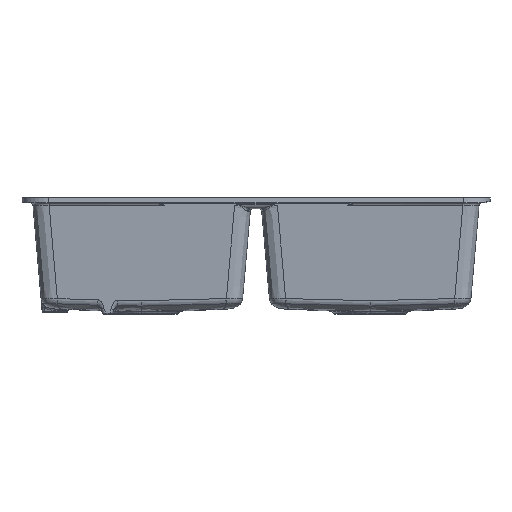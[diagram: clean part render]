
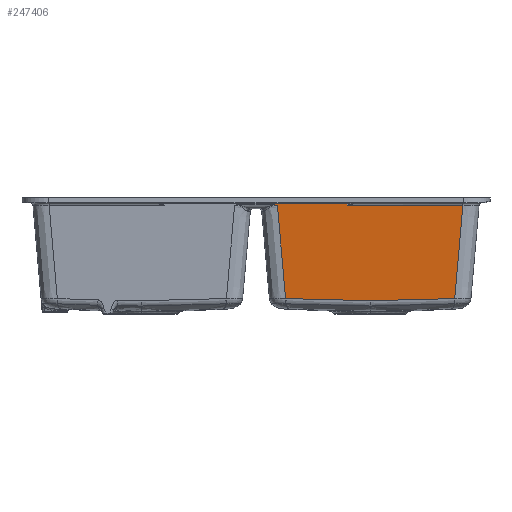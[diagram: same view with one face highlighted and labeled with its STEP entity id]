
A CAD part, front view. The second image highlights one B-rep face of the part: STEP entity #247406.
In plain terms, the highlighted face is planar.
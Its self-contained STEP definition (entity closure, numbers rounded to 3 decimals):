
#213736=CARTESIAN_POINT(' ',(-184.,182.088,-10.734));
#213741=DIRECTION(' ',(1.,0.,0.));
#213746=VECTOR(' ',#213741,1.);
#213751=LINE('',#213736,#213746);
#213756=CARTESIAN_POINT(' ',(-184.,182.088,-10.734));
#213757=VERTEX_POINT(' ',#213756);
#213761=CARTESIAN_POINT(' ',(-53.873,182.088,-10.734));
#213762=VERTEX_POINT(' ',#213761);
#213766=EDGE_CURVE(' ',#213757,#213762,#213751,.T.);
#214346=CARTESIAN_POINT(' ',(-184.,181.84,-13.564));
#214347=VERTEX_POINT(' ',#214346);
#214366=CARTESIAN_POINT(' ',(-386.448,181.84,-13.564));
#214371=DIRECTION(' ',(1.,0.,0.));
#214376=VECTOR(' ',#214371,1.);
#214381=LINE('',#214366,#214376);
#214386=CARTESIAN_POINT(' ',(-386.448,181.84,-13.564));
#214387=VERTEX_POINT(' ',#214386);
#214391=EDGE_CURVE(' ',#214387,#214347,#214381,.T.);
#246891=DIRECTION(' ',(0.,0.996,-0.087));
#246896=CARTESIAN_POINT(' ',(-386.448,167.248,-180.349));
#246901=DIRECTION(' ',(0.,0.087,0.996));
#246906=AXIS2_PLACEMENT_3D(' ',#246896,#246891,#246901);
#246911=PLANE('',#246906);
#246916=CARTESIAN_POINT(' ',(-61.529,181.84,-13.564));
#246921=DIRECTION(' ',(-0.091,-0.087,-0.992));
#246926=VECTOR(' ',#246921,1.);
#246931=LINE('',#246916,#246926);
#246936=CARTESIAN_POINT(' ',(-61.529,181.84,-13.564));
#246937=VERTEX_POINT(' ',#246936);
#246941=CARTESIAN_POINT(' ',(-62.027,181.364,-19.));
#246942=VERTEX_POINT(' ',#246941);
#246946=EDGE_CURVE(' ',#246937,#246942,#246931,.T.);
#246951=ORIENTED_EDGE(' ',*,*,#246946,.T.);
#246956=CARTESIAN_POINT(' ',(-75.814,167.578,-176.581));
#246961=DIRECTION(' ',(0.087,0.087,0.992));
#246966=VECTOR(' ',#246961,1.);
#246971=LINE('',#246956,#246966);
#246976=CARTESIAN_POINT(' ',(-75.814,167.578,-176.581));
#246977=VERTEX_POINT(' ',#246976);
#246981=EDGE_CURVE(' ',#246977,#246942,#246971,.T.);
#246986=ORIENTED_EDGE(' ',*,*,#246981,.F.);
#246991=CARTESIAN_POINT(' ',(-76.755,167.574,-176.621));
#246996=DIRECTION(' ',(0.999,0.004,0.042));
#247001=VECTOR(' ',#246996,1.);
#247006=LINE('',#246991,#247001);
#247011=CARTESIAN_POINT(' ',(-76.755,167.574,-176.621));
#247012=VERTEX_POINT(' ',#247011);
#247016=EDGE_CURVE(' ',#247012,#246977,#247006,.T.);
#247021=ORIENTED_EDGE(' ',*,*,#247016,.F.);
#247026=CARTESIAN_POINT(' ',(-224.,167.248,-180.349));
#247031=CARTESIAN_POINT(' ',(-206.423,167.248,-180.349));
#247036=CARTESIAN_POINT(' ',(-188.841,167.27,-180.097));
#247041=CARTESIAN_POINT(' ',(-166.348,167.316,-179.576));
#247046=CARTESIAN_POINT(' ',(-161.44,167.327,-179.451));
#247051=CARTESIAN_POINT(' ',(-141.875,167.374,-178.916));
#247056=CARTESIAN_POINT(' ',(-127.216,167.415,-178.44));
#247061=CARTESIAN_POINT(' ',(-107.648,167.475,-177.758));
#247066=CARTESIAN_POINT(' ',(-102.738,167.49,-177.583));
#247071=CARTESIAN_POINT(' ',(-90.804,167.528,-177.149));
#247076=CARTESIAN_POINT(' ',(-83.78,167.551,-176.887));
#247081=CARTESIAN_POINT(' ',(-76.755,167.574,-176.621));
#247086=B_SPLINE_CURVE_WITH_KNOTS('',3,(#247026,#247031,#247036,#247041,#247046,#247051,#247056,#247061,#247066,#247071,#247076,#247081),.UNSPECIFIED.,.F.,.U.,(4,2,2,2,2,4),(0.,0.358,0.458,0.757,0.857,1.),.UNSPECIFIED.);
#247091=CARTESIAN_POINT(' ',(-224.,167.248,-180.349));
#247092=VERTEX_POINT(' ',#247091);
#247096=EDGE_CURVE(' ',#247092,#247012,#247086,.T.);
#247101=ORIENTED_EDGE(' ',*,*,#247096,.F.);
#247106=CARTESIAN_POINT(' ',(-371.247,167.574,-176.62));
#247111=CARTESIAN_POINT(' ',(-353.654,167.516,-177.288));
#247116=CARTESIAN_POINT(' ',(-336.063,167.46,-177.929));
#247121=CARTESIAN_POINT(' ',(-308.293,167.381,-178.834));
#247126=CARTESIAN_POINT(' ',(-298.114,167.354,-179.143));
#247131=CARTESIAN_POINT(' ',(-270.349,167.29,-179.877));
#247136=CARTESIAN_POINT(' ',(-252.766,167.26,-180.214));
#247141=CARTESIAN_POINT(' ',(-231.457,167.249,-180.338));
#247146=CARTESIAN_POINT(' ',(-227.728,167.248,-180.349));
#247151=CARTESIAN_POINT(' ',(-224.,167.248,-180.349));
#247156=B_SPLINE_CURVE_WITH_KNOTS('',3,(#247106,#247111,#247116,#247121,#247126,#247131,#247136,#247141,#247146,#247151),.UNSPECIFIED.,.F.,.U.,(4,2,2,2,4),(0.,0.358,0.566,0.924,1.),.UNSPECIFIED.);
#247161=CARTESIAN_POINT(' ',(-371.247,167.574,-176.62));
#247162=VERTEX_POINT(' ',#247161);
#247166=EDGE_CURVE(' ',#247162,#247092,#247156,.T.);
#247171=ORIENTED_EDGE(' ',*,*,#247166,.F.);
#247176=CARTESIAN_POINT(' ',(-372.186,167.578,-176.581));
#247181=DIRECTION(' ',(0.999,-0.004,-0.042));
#247186=VECTOR(' ',#247181,1.);
#247191=LINE('',#247176,#247186);
#247196=CARTESIAN_POINT(' ',(-372.186,167.578,-176.581));
#247197=VERTEX_POINT(' ',#247196);
#247201=EDGE_CURVE(' ',#247197,#247162,#247191,.T.);
#247206=ORIENTED_EDGE(' ',*,*,#247201,.F.);
#247211=CARTESIAN_POINT(' ',(-386.448,181.84,-13.564));
#247216=DIRECTION(' ',(0.087,-0.087,-0.992));
#247221=VECTOR(' ',#247216,1.);
#247226=LINE('',#247211,#247221);
#247231=EDGE_CURVE(' ',#214387,#247197,#247226,.T.);
#247236=ORIENTED_EDGE(' ',*,*,#247231,.F.);
#247241=ORIENTED_EDGE(' ',*,*,#214391,.T.);
#247246=CARTESIAN_POINT(' ',(-184.,181.84,-13.564));
#247251=DIRECTION(' ',(0.,0.087,0.996));
#247256=VECTOR(' ',#247251,1.);
#247261=LINE('',#247246,#247256);
#247266=EDGE_CURVE(' ',#214347,#213757,#247261,.T.);
#247271=ORIENTED_EDGE(' ',*,*,#247266,.T.);
#247276=ORIENTED_EDGE(' ',*,*,#213766,.T.);
#247281=CARTESIAN_POINT(' ',(-52.881,181.836,-13.606));
#247286=DIRECTION(' ',(0.,-0.996,0.087));
#247291=DIRECTION(' ',(-0.325,0.082,0.942));
#247296=AXIS2_PLACEMENT_3D(' ',#247281,#247286,#247291);
#247301=CIRCLE('',#247296,3.049);
#247306=CARTESIAN_POINT(' ',(-54.209,182.076,-10.873));
#247307=VERTEX_POINT(' ',#247306);
#247311=EDGE_CURVE(' ',#213762,#247307,#247301,.T.);
#247316=ORIENTED_EDGE(' ',*,*,#247311,.T.);
#247321=CARTESIAN_POINT(' ',(-54.209,182.076,-10.873));
#247326=CARTESIAN_POINT(' ',(-55.689,182.013,-11.586));
#247331=CARTESIAN_POINT(' ',(-57.153,181.955,-12.254));
#247336=CARTESIAN_POINT(' ',(-59.048,181.892,-12.971));
#247341=CARTESIAN_POINT(' ',(-59.621,181.875,-13.162));
#247346=CARTESIAN_POINT(' ',(-60.355,181.858,-13.362));
#247351=CARTESIAN_POINT(' ',(-60.557,181.853,-13.412));
#247356=CARTESIAN_POINT(' ',(-60.947,181.846,-13.493));
#247361=CARTESIAN_POINT(' ',(-61.124,181.844,-13.524));
#247366=CARTESIAN_POINT(' ',(-61.384,181.841,-13.553));
#247371=CARTESIAN_POINT(' ',(-61.455,181.84,-13.56));
#247376=CARTESIAN_POINT(' ',(-61.529,181.84,-13.564));
#247381=B_SPLINE_CURVE_WITH_KNOTS('',3,(#247321,#247326,#247331,#247336,#247341,#247346,#247351,#247356,#247361,#247366,#247371,#247376),.UNSPECIFIED.,.F.,.U.,(4,2,2,2,2,4),(0.,0.516,0.765,0.865,0.965,1.),.UNSPECIFIED.);
#247386=EDGE_CURVE(' ',#247307,#246937,#247381,.T.);
#247391=ORIENTED_EDGE(' ',*,*,#247386,.T.);
#247396=EDGE_LOOP(' ',(#246951,#246986,#247021,#247101,#247171,#247206,#247236,#247241,#247271,#247276,#247316,#247391));
#247401=FACE_OUTER_BOUND(' ',#247396,.T.);
#247406=ADVANCED_FACE('',(#247401),#246911,.T.);
